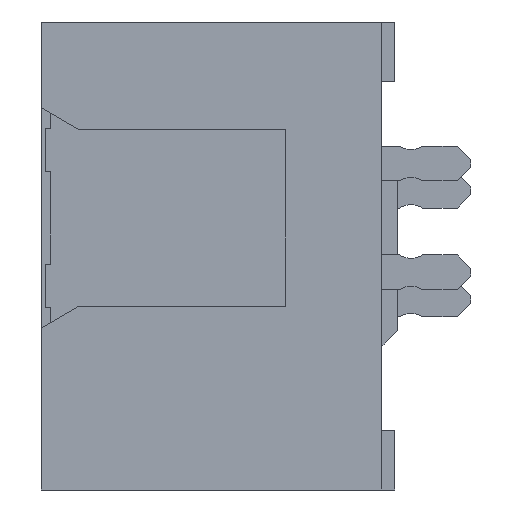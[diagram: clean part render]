
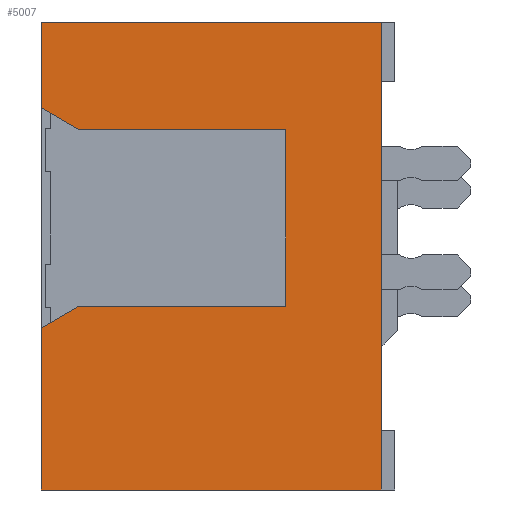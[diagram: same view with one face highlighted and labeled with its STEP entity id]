
A CAD part, left-side view. The second image highlights one B-rep face of the part: STEP entity #5007.
In plain terms, the highlighted planar face has unit normal (-1, 0, 0).
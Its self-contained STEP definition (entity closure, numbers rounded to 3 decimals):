
#216=ORIENTED_EDGE('',*,*,#1647,.T.);
#217=ORIENTED_EDGE('',*,*,#1650,.T.);
#218=ORIENTED_EDGE('',*,*,#1652,.T.);
#219=ORIENTED_EDGE('',*,*,#1643,.T.);
#220=ORIENTED_EDGE('',*,*,#1655,.T.);
#221=ORIENTED_EDGE('',*,*,#1656,.F.);
#222=ORIENTED_EDGE('',*,*,#1657,.T.);
#223=ORIENTED_EDGE('',*,*,#1538,.T.);
#224=ORIENTED_EDGE('',*,*,#1658,.F.);
#225=ORIENTED_EDGE('',*,*,#1659,.F.);
#1538=EDGE_CURVE('',#2271,#2270,#2758,.T.);
#1643=EDGE_CURVE('',#2361,#2363,#2863,.T.);
#1647=EDGE_CURVE('',#2365,#2367,#2867,.T.);
#1650=EDGE_CURVE('',#2367,#2369,#2870,.T.);
#1652=EDGE_CURVE('',#2369,#2361,#2872,.T.);
#1655=EDGE_CURVE('',#2363,#2371,#2875,.T.);
#1656=EDGE_CURVE('',#2372,#2371,#2876,.T.);
#1657=EDGE_CURVE('',#2372,#2271,#2877,.T.);
#1658=EDGE_CURVE('',#2373,#2270,#2878,.T.);
#1659=EDGE_CURVE('',#2365,#2373,#2879,.T.);
#2270=VERTEX_POINT('',#6859);
#2271=VERTEX_POINT('',#6861);
#2361=VERTEX_POINT('',#7066);
#2363=VERTEX_POINT('',#7070);
#2365=VERTEX_POINT('',#7075);
#2367=VERTEX_POINT('',#7079);
#2369=VERTEX_POINT('',#7085);
#2371=VERTEX_POINT('',#7094);
#2372=VERTEX_POINT('',#7098);
#2373=VERTEX_POINT('',#7101);
#2758=LINE('',#6860,#3474);
#2863=LINE('',#7071,#3579);
#2867=LINE('',#7080,#3583);
#2870=LINE('',#7086,#3586);
#2872=LINE('',#7089,#3588);
#2875=LINE('',#7095,#3591);
#2876=LINE('',#7097,#3592);
#2877=LINE('',#7099,#3593);
#2878=LINE('',#7100,#3594);
#2879=LINE('',#7102,#3595);
#3474=VECTOR('',#5572,1000.);
#3579=VECTOR('',#5703,1000.);
#3583=VECTOR('',#5709,1000.);
#3586=VECTOR('',#5714,1000.);
#3588=VECTOR('',#5718,1000.);
#3591=VECTOR('',#5723,1000.);
#3592=VECTOR('',#5726,1000.);
#3593=VECTOR('',#5727,1000.);
#3594=VECTOR('',#5728,1000.);
#3595=VECTOR('',#5729,1000.);
#4200=EDGE_LOOP('',(#216,#217,#218,#219,#220,#221,#222,#223,#224,#225));
#4484=FACE_BOUND('',#4200,.T.);
#4757=PLANE('',#5291);
#5007=ADVANCED_FACE('',(#4484),#4757,.F.);
#5291=AXIS2_PLACEMENT_3D('',#7096,#5724,#5725);
#5572=DIRECTION('',(0.,0.,1.));
#5703=DIRECTION('',(0.,1.,0.));
#5709=DIRECTION('',(0.,-0.865,-0.502));
#5714=DIRECTION('',(0.,-1.,0.));
#5718=DIRECTION('',(0.,0.,-1.));
#5723=DIRECTION('',(0.,0.865,-0.502));
#5724=DIRECTION('',(1.,0.,0.));
#5725=DIRECTION('',(0.,0.,-1.));
#5726=DIRECTION('',(0.,0.,1.));
#5727=DIRECTION('',(0.,-1.,0.));
#5728=DIRECTION('',(0.,-1.,0.));
#5729=DIRECTION('',(0.,0.,1.));
#6859=CARTESIAN_POINT('',(-8.65,0.25,4.3));
#6860=CARTESIAN_POINT('',(-8.65,0.25,-4.3));
#6861=CARTESIAN_POINT('',(-8.65,0.25,-4.3));
#7066=CARTESIAN_POINT('',(-8.65,2.,-0.925));
#7070=CARTESIAN_POINT('',(-8.65,5.81,-0.925));
#7071=CARTESIAN_POINT('',(-8.65,2.,-0.925));
#7075=CARTESIAN_POINT('',(-8.65,6.5,2.725));
#7079=CARTESIAN_POINT('',(-8.65,5.81,2.325));
#7080=CARTESIAN_POINT('',(-8.65,6.5,2.725));
#7085=CARTESIAN_POINT('',(-8.65,2.,2.325));
#7086=CARTESIAN_POINT('',(-8.65,5.81,2.325));
#7089=CARTESIAN_POINT('',(-8.65,2.,2.325));
#7094=CARTESIAN_POINT('',(-8.65,6.5,-1.325));
#7095=CARTESIAN_POINT('',(-8.65,5.81,-0.925));
#7096=CARTESIAN_POINT('',(-8.65,6.5,-4.3));
#7097=CARTESIAN_POINT('',(-8.65,6.5,-4.3));
#7098=CARTESIAN_POINT('',(-8.65,6.5,-4.3));
#7099=CARTESIAN_POINT('',(-8.65,6.5,-4.3));
#7100=CARTESIAN_POINT('',(-8.65,6.5,4.3));
#7101=CARTESIAN_POINT('',(-8.65,6.5,4.3));
#7102=CARTESIAN_POINT('',(-8.65,6.5,-4.3));
